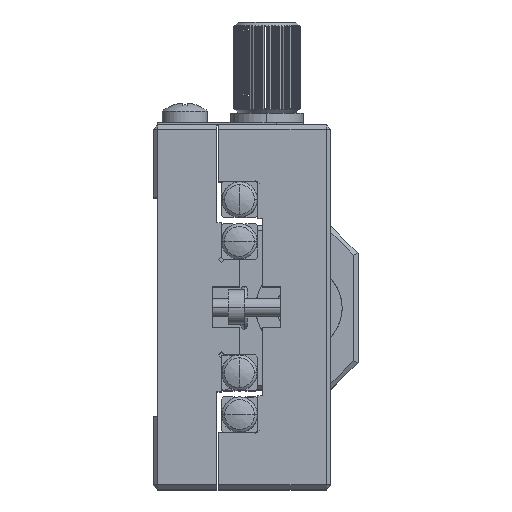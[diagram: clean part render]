
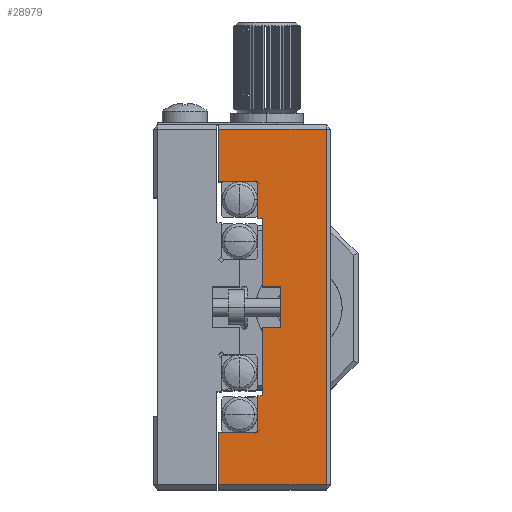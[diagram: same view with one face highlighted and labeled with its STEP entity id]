
A CAD part, top view. The second image highlights one B-rep face of the part: STEP entity #28979.
In plain terms, the highlighted planar face has unit normal (0, 0, -1).
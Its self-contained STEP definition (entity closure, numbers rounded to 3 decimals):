
#1149 = CARTESIAN_POINT ( 'NONE',  ( 14., 17.75, 40. ) ) ;
#1275 = DIRECTION ( 'NONE',  ( -0.008, -1., 0. ) ) ;
#1597 = VERTEX_POINT ( 'NONE', #9556 ) ;
#1609 = VECTOR ( 'NONE', #17871, 1000. ) ;
#1766 = EDGE_CURVE ( 'NONE', #36247, #10064, #11607, .T. ) ;
#1858 = LINE ( 'NONE', #24892, #17043 ) ;
#1898 = DIRECTION ( 'NONE',  ( 1., 0., 0. ) ) ;
#2133 = VECTOR ( 'NONE', #10877, 1000. ) ;
#2510 = CARTESIAN_POINT ( 'NONE',  ( 12., 10.25, 40. ) ) ;
#2737 = VERTEX_POINT ( 'NONE', #31009 ) ;
#3147 = EDGE_CURVE ( 'NONE', #20472, #6236, #18968, .T. ) ;
#3519 = ORIENTED_EDGE ( 'NONE', *, *, #34814, .F. ) ;
#3922 = CARTESIAN_POINT ( 'NONE',  ( 11.146, 6.25, 40. ) ) ;
#4451 = CARTESIAN_POINT ( 'NONE',  ( 12., 34.104, 40. ) ) ;
#5177 = LINE ( 'NONE', #2510, #10540 ) ;
#5900 = CARTESIAN_POINT ( 'NONE',  ( 7.2, 6.25, 40. ) ) ;
#6005 = PLANE ( 'NONE',  #26027 ) ;
#6082 = CARTESIAN_POINT ( 'NONE',  ( 11.5, 22.25, 40. ) ) ;
#6236 = VERTEX_POINT ( 'NONE', #19497 ) ;
#6626 = ORIENTED_EDGE ( 'NONE', *, *, #12139, .F. ) ;
#7026 = DIRECTION ( 'NONE',  ( 0., -1., 0. ) ) ;
#7071 = CARTESIAN_POINT ( 'NONE',  ( 12., 29.75, 40. ) ) ;
#8038 = CARTESIAN_POINT ( 'NONE',  ( 7.2, 33.75, 40. ) ) ;
#8045 = VERTEX_POINT ( 'NONE', #19178 ) ;
#8428 = VECTOR ( 'NONE', #7026, 1000. ) ;
#8442 = LINE ( 'NONE', #25573, #30713 ) ;
#8648 = VECTOR ( 'NONE', #1275, 1000. ) ;
#8703 = CARTESIAN_POINT ( 'NONE',  ( 14., 22.25, 40. ) ) ;
#9077 = VECTOR ( 'NONE', #19121, 1000. ) ;
#9430 = EDGE_CURVE ( 'NONE', #6236, #20156, #13249, .T. ) ;
#9556 = CARTESIAN_POINT ( 'NONE',  ( 11.468, 33.734, 40. ) ) ;
#10064 = VERTEX_POINT ( 'NONE', #8703 ) ;
#10267 = ORIENTED_EDGE ( 'NONE', *, *, #9430, .F. ) ;
#10540 = VECTOR ( 'NONE', #28592, 1000. ) ;
#10615 = DIRECTION ( 'NONE',  ( 0., -1., 0. ) ) ;
#10877 = DIRECTION ( 'NONE',  ( 1., 0., 0. ) ) ;
#11113 = DIRECTION ( 'NONE',  ( -1., 0., 0. ) ) ;
#11179 = DIRECTION ( 'NONE',  ( 0., -1., 0. ) ) ;
#11607 = LINE ( 'NONE', #6082, #36213 ) ;
#11897 = DIRECTION ( 'NONE',  ( 0., 0., 1. ) ) ;
#11924 = LINE ( 'NONE', #23542, #17183 ) ;
#11979 = DIRECTION ( 'NONE',  ( 1., 0., 0. ) ) ;
#12139 = EDGE_CURVE ( 'NONE', #14421, #23081, #16721, .T. ) ;
#12813 = DIRECTION ( 'NONE',  ( 0., -1., 0. ) ) ;
#13081 = CARTESIAN_POINT ( 'NONE',  ( 11.5, 10.25, 40. ) ) ;
#13249 = LINE ( 'NONE', #3922, #21069 ) ;
#13252 = VERTEX_POINT ( 'NONE', #1149 ) ;
#13630 = EDGE_CURVE ( 'NONE', #23081, #36247, #1858, .T. ) ;
#14230 = ORIENTED_EDGE ( 'NONE', *, *, #3147, .F. ) ;
#14421 = VERTEX_POINT ( 'NONE', #27196 ) ;
#15477 = EDGE_CURVE ( 'NONE', #2737, #8045, #19298, .T. ) ;
#16200 = CARTESIAN_POINT ( 'NONE',  ( 11.146, 33.75, 40. ) ) ;
#16721 = LINE ( 'NONE', #28165, #23184 ) ;
#16729 = ORIENTED_EDGE ( 'NONE', *, *, #15477, .F. ) ;
#16733 = VECTOR ( 'NONE', #34700, 1000. ) ;
#16833 = VECTOR ( 'NONE', #31185, 1000. ) ;
#17043 = VECTOR ( 'NONE', #10615, 1000. ) ;
#17183 = VECTOR ( 'NONE', #11179, 1000. ) ;
#17215 = CARTESIAN_POINT ( 'NONE',  ( 11.5, 34.104, 40. ) ) ;
#17452 = EDGE_CURVE ( 'NONE', #10064, #13252, #18644, .T. ) ;
#17598 = DIRECTION ( 'NONE',  ( 1., 0., 0. ) ) ;
#17871 = DIRECTION ( 'NONE',  ( -1., 0., 0. ) ) ;
#18304 = EDGE_CURVE ( 'NONE', #20156, #25790, #23955, .T. ) ;
#18644 = LINE ( 'NONE', #31006, #8428 ) ;
#18968 = LINE ( 'NONE', #13081, #8648 ) ;
#19055 = LINE ( 'NONE', #16200, #2133 ) ;
#19121 = DIRECTION ( 'NONE',  ( 0., -1., 0. ) ) ;
#19178 = CARTESIAN_POINT ( 'NONE',  ( 12., 10.25, 40. ) ) ;
#19298 = LINE ( 'NONE', #4451, #27826 ) ;
#19497 = CARTESIAN_POINT ( 'NONE',  ( 11.468, 6.266, 40. ) ) ;
#19529 = EDGE_CURVE ( 'NONE', #23547, #28840, #11924, .T. ) ;
#19573 = CARTESIAN_POINT ( 'NONE',  ( 11.468, 33.718, 40. ) ) ;
#19752 = CARTESIAN_POINT ( 'NONE',  ( 11.5, 10.25, 40. ) ) ;
#20156 = VERTEX_POINT ( 'NONE', #5900 ) ;
#20463 = FACE_OUTER_BOUND ( 'NONE', #24933, .T. ) ;
#20472 = VERTEX_POINT ( 'NONE', #19752 ) ;
#20827 = ORIENTED_EDGE ( 'NONE', *, *, #18304, .F. ) ;
#21051 = EDGE_CURVE ( 'NONE', #8045, #20472, #5177, .T. ) ;
#21053 = CARTESIAN_POINT ( 'NONE',  ( 7.2, 0.5, 40. ) ) ;
#21069 = VECTOR ( 'NONE', #30002, 1000. ) ;
#22569 = ORIENTED_EDGE ( 'NONE', *, *, #17452, .F. ) ;
#22611 = ORIENTED_EDGE ( 'NONE', *, *, #19529, .T. ) ;
#22765 = CARTESIAN_POINT ( 'NONE',  ( 7.2, 39.5, 40. ) ) ;
#23081 = VERTEX_POINT ( 'NONE', #7071 ) ;
#23184 = VECTOR ( 'NONE', #1898, 1000. ) ;
#23542 = CARTESIAN_POINT ( 'NONE',  ( 19., 34.104, 40. ) ) ;
#23547 = VERTEX_POINT ( 'NONE', #31569 ) ;
#23955 = LINE ( 'NONE', #36458, #9077 ) ;
#24191 = CARTESIAN_POINT ( 'NONE',  ( 12., 22.25, 40. ) ) ;
#24892 = CARTESIAN_POINT ( 'NONE',  ( 12., 34.104, 40. ) ) ;
#24933 = EDGE_LOOP ( 'NONE', ( #31730, #3519, #27625, #26788, #22611, #31204, #20827, #10267, #14230, #31530, #16729, #33152, #22569, #32053, #36553, #6626 ) ) ;
#25573 = CARTESIAN_POINT ( 'NONE',  ( 11.5, 39.5, 40. ) ) ;
#25790 = VERTEX_POINT ( 'NONE', #21053 ) ;
#25954 = LINE ( 'NONE', #37585, #16733 ) ;
#26027 = AXIS2_PLACEMENT_3D ( 'NONE', #17215, #11897, #17598 ) ;
#26788 = ORIENTED_EDGE ( 'NONE', *, *, #31326, .F. ) ;
#27073 = VECTOR ( 'NONE', #12813, 1000. ) ;
#27196 = CARTESIAN_POINT ( 'NONE',  ( 11.5, 29.75, 40. ) ) ;
#27625 = ORIENTED_EDGE ( 'NONE', *, *, #33544, .F. ) ;
#27826 = VECTOR ( 'NONE', #33571, 1000. ) ;
#27966 = LINE ( 'NONE', #19573, #16833 ) ;
#28165 = CARTESIAN_POINT ( 'NONE',  ( 12., 29.75, 40. ) ) ;
#28592 = DIRECTION ( 'NONE',  ( -1., 0., 0. ) ) ;
#28840 = VERTEX_POINT ( 'NONE', #36484 ) ;
#28979 = ADVANCED_FACE ( 'NONE', ( #20463 ), #6005, .F. ) ;
#29462 = EDGE_CURVE ( 'NONE', #1597, #14421, #27966, .T. ) ;
#30002 = DIRECTION ( 'NONE',  ( -1., 0., 0. ) ) ;
#30713 = VECTOR ( 'NONE', #11113, 1000. ) ;
#31006 = CARTESIAN_POINT ( 'NONE',  ( 14., 34.104, 40. ) ) ;
#31009 = CARTESIAN_POINT ( 'NONE',  ( 12., 17.75, 40. ) ) ;
#31185 = DIRECTION ( 'NONE',  ( 0.008, -1., 0. ) ) ;
#31204 = ORIENTED_EDGE ( 'NONE', *, *, #31346, .F. ) ;
#31326 = EDGE_CURVE ( 'NONE', #23547, #32235, #8442, .T. ) ;
#31346 = EDGE_CURVE ( 'NONE', #25790, #28840, #25954, .T. ) ;
#31530 = ORIENTED_EDGE ( 'NONE', *, *, #21051, .F. ) ;
#31569 = CARTESIAN_POINT ( 'NONE',  ( 19., 39.5, 40. ) ) ;
#31730 = ORIENTED_EDGE ( 'NONE', *, *, #29462, .F. ) ;
#32053 = ORIENTED_EDGE ( 'NONE', *, *, #1766, .F. ) ;
#32235 = VERTEX_POINT ( 'NONE', #22765 ) ;
#33152 = ORIENTED_EDGE ( 'NONE', *, *, #37356, .F. ) ;
#33544 = EDGE_CURVE ( 'NONE', #32235, #36964, #35682, .T. ) ;
#33571 = DIRECTION ( 'NONE',  ( 0., -1., 0. ) ) ;
#34631 = LINE ( 'NONE', #35381, #1609 ) ;
#34700 = DIRECTION ( 'NONE',  ( 1., 0., 0. ) ) ;
#34814 = EDGE_CURVE ( 'NONE', #36964, #1597, #19055, .T. ) ;
#35381 = CARTESIAN_POINT ( 'NONE',  ( 11.5, 17.75, 40. ) ) ;
#35682 = LINE ( 'NONE', #36046, #27073 ) ;
#36046 = CARTESIAN_POINT ( 'NONE',  ( 7.2, 34.104, 40. ) ) ;
#36213 = VECTOR ( 'NONE', #11979, 1000. ) ;
#36247 = VERTEX_POINT ( 'NONE', #24191 ) ;
#36458 = CARTESIAN_POINT ( 'NONE',  ( 7.2, 34.104, 40. ) ) ;
#36484 = CARTESIAN_POINT ( 'NONE',  ( 19., 0.5, 40. ) ) ;
#36553 = ORIENTED_EDGE ( 'NONE', *, *, #13630, .F. ) ;
#36964 = VERTEX_POINT ( 'NONE', #8038 ) ;
#37356 = EDGE_CURVE ( 'NONE', #13252, #2737, #34631, .T. ) ;
#37585 = CARTESIAN_POINT ( 'NONE',  ( 11.5, 0.5, 40. ) ) ;
